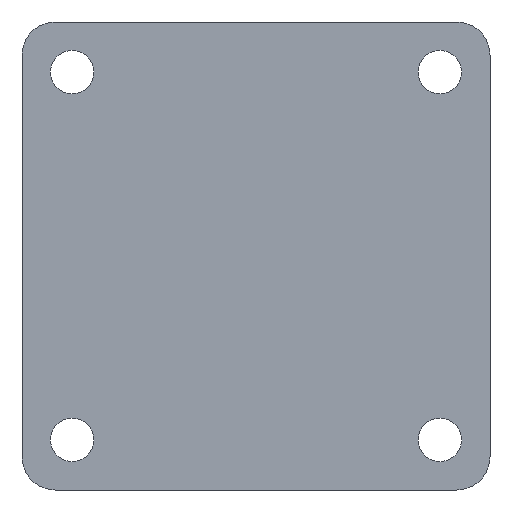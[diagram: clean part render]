
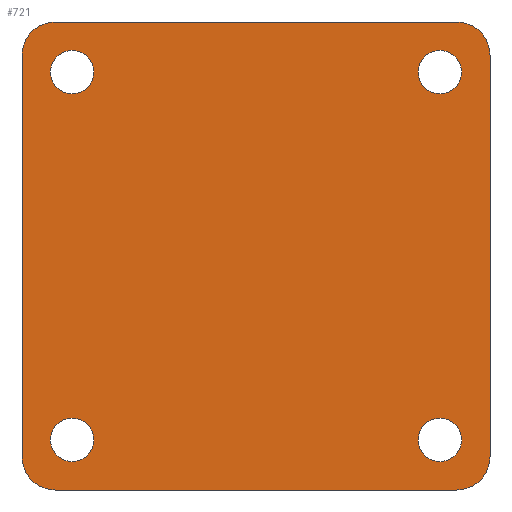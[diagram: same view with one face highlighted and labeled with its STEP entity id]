
A CAD part, front view. The second image highlights one B-rep face of the part: STEP entity #721.
In plain terms, the highlighted planar face has unit normal (0, -1, 0).
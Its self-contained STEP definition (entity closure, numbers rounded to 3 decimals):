
#75 = ORIENTED_EDGE ( 'NONE', *, *, #896, .F. ) ;
#81 = VERTEX_POINT ( 'NONE', #1908 ) ;
#92 = FACE_BOUND ( 'NONE', #454, .T. ) ;
#114 = CARTESIAN_POINT ( 'NONE',  ( -70., 0., -60. ) ) ;
#135 = DIRECTION ( 'NONE',  ( 0., -1., 0. ) ) ;
#144 = EDGE_CURVE ( 'NONE', #281, #1804, #1035, .T. ) ;
#157 = DIRECTION ( 'NONE',  ( 0., 0., -1. ) ) ;
#181 = EDGE_CURVE ( 'NONE', #354, #1814, #1997, .T. ) ;
#197 = CARTESIAN_POINT ( 'NONE',  ( -60., 0., 70. ) ) ;
#204 = EDGE_LOOP ( 'NONE', ( #1921, #1281 ) ) ;
#209 = VECTOR ( 'NONE', #1102, 1000. ) ;
#212 = DIRECTION ( 'NONE',  ( 0., 0., -1. ) ) ;
#214 = EDGE_CURVE ( 'NONE', #1246, #2203, #2041, .T. ) ;
#230 = ORIENTED_EDGE ( 'NONE', *, *, #1936, .T. ) ;
#249 = CIRCLE ( 'NONE', #587, 6.5 ) ;
#251 = VECTOR ( 'NONE', #717, 1000. ) ;
#268 = AXIS2_PLACEMENT_3D ( 'NONE', #2184, #604, #1612 ) ;
#275 = VERTEX_POINT ( 'NONE', #1992 ) ;
#276 = EDGE_CURVE ( 'NONE', #275, #787, #1812, .T. ) ;
#281 = VERTEX_POINT ( 'NONE', #742 ) ;
#284 = DIRECTION ( 'NONE',  ( 0., 0., 1. ) ) ;
#294 = CIRCLE ( 'NONE', #916, 10. ) ;
#308 = CARTESIAN_POINT ( 'NONE',  ( -55., 0., -55. ) ) ;
#329 = LINE ( 'NONE', #1039, #549 ) ;
#333 = DIRECTION ( 'NONE',  ( 0., 0., 1. ) ) ;
#354 = VERTEX_POINT ( 'NONE', #2223 ) ;
#454 = EDGE_LOOP ( 'NONE', ( #914, #2233 ) ) ;
#463 = FACE_OUTER_BOUND ( 'NONE', #573, .T. ) ;
#483 = CIRCLE ( 'NONE', #1583, 6.5 ) ;
#499 = VERTEX_POINT ( 'NONE', #703 ) ;
#501 = DIRECTION ( 'NONE',  ( 0., 0., 1. ) ) ;
#520 = DIRECTION ( 'NONE',  ( 0., -1., 0. ) ) ;
#522 = AXIS2_PLACEMENT_3D ( 'NONE', #1549, #2255, #670 ) ;
#549 = VECTOR ( 'NONE', #2260, 1000. ) ;
#553 = ORIENTED_EDGE ( 'NONE', *, *, #700, .F. ) ;
#573 = EDGE_LOOP ( 'NONE', ( #1873, #1878, #75, #230, #553, #1236, #1181, #784 ) ) ;
#587 = AXIS2_PLACEMENT_3D ( 'NONE', #2054, #978, #1335 ) ;
#589 = ORIENTED_EDGE ( 'NONE', *, *, #1333, .T. ) ;
#604 = DIRECTION ( 'NONE',  ( 0., 1., 0. ) ) ;
#622 = CARTESIAN_POINT ( 'NONE',  ( 70., 0., -60. ) ) ;
#629 = CIRCLE ( 'NONE', #1918, 10. ) ;
#648 = DIRECTION ( 'NONE',  ( 0., 0., -1. ) ) ;
#652 = DIRECTION ( 'NONE',  ( 0., 1., 0. ) ) ;
#670 = DIRECTION ( 'NONE',  ( 0., 0., 1. ) ) ;
#679 = CARTESIAN_POINT ( 'NONE',  ( 55., 0., -55. ) ) ;
#687 = CARTESIAN_POINT ( 'NONE',  ( -70., 0., 60. ) ) ;
#700 = EDGE_CURVE ( 'NONE', #1961, #1345, #2204, .T. ) ;
#703 = CARTESIAN_POINT ( 'NONE',  ( -55., 0., -48.5 ) ) ;
#706 = EDGE_CURVE ( 'NONE', #1426, #499, #249, .T. ) ;
#717 = DIRECTION ( 'NONE',  ( 0., 0., -1. ) ) ;
#721 = ADVANCED_FACE ( 'NONE', ( #1858, #92, #1515, #1868, #463 ), #989, .T. ) ;
#742 = CARTESIAN_POINT ( 'NONE',  ( 55., 0., -48.5 ) ) ;
#746 = EDGE_LOOP ( 'NONE', ( #1491, #589 ) ) ;
#771 = VECTOR ( 'NONE', #284, 1000. ) ;
#784 = ORIENTED_EDGE ( 'NONE', *, *, #181, .T. ) ;
#787 = VERTEX_POINT ( 'NONE', #1415 ) ;
#896 = EDGE_CURVE ( 'NONE', #1287, #2203, #329, .T. ) ;
#914 = ORIENTED_EDGE ( 'NONE', *, *, #144, .T. ) ;
#916 = AXIS2_PLACEMENT_3D ( 'NONE', #1029, #520, #157 ) ;
#968 = EDGE_CURVE ( 'NONE', #1756, #1956, #1946, .T. ) ;
#978 = DIRECTION ( 'NONE',  ( 0., 1., 0. ) ) ;
#989 = PLANE ( 'NONE',  #2092 ) ;
#1006 = AXIS2_PLACEMENT_3D ( 'NONE', #1720, #135, #212 ) ;
#1009 = CARTESIAN_POINT ( 'NONE',  ( 60., 0., -60. ) ) ;
#1029 = CARTESIAN_POINT ( 'NONE',  ( -60., 0., 60. ) ) ;
#1035 = CIRCLE ( 'NONE', #1110, 6.5 ) ;
#1039 = CARTESIAN_POINT ( 'NONE',  ( -70., 0., 70. ) ) ;
#1050 = CARTESIAN_POINT ( 'NONE',  ( -55., 0., 55. ) ) ;
#1098 = AXIS2_PLACEMENT_3D ( 'NONE', #1372, #2077, #501 ) ;
#1102 = DIRECTION ( 'NONE',  ( -1., 0., 0. ) ) ;
#1110 = AXIS2_PLACEMENT_3D ( 'NONE', #679, #1950, #1380 ) ;
#1134 = AXIS2_PLACEMENT_3D ( 'NONE', #1411, #1763, #1424 ) ;
#1155 = AXIS2_PLACEMENT_3D ( 'NONE', #1009, #1185, #1890 ) ;
#1181 = ORIENTED_EDGE ( 'NONE', *, *, #1472, .F. ) ;
#1185 = DIRECTION ( 'NONE',  ( 0., -1., 0. ) ) ;
#1205 = EDGE_CURVE ( 'NONE', #1246, #1814, #2110, .T. ) ;
#1212 = CIRCLE ( 'NONE', #2097, 6.5 ) ;
#1214 = DIRECTION ( 'NONE',  ( 0., 0., 1. ) ) ;
#1236 = ORIENTED_EDGE ( 'NONE', *, *, #1930, .T. ) ;
#1246 = VERTEX_POINT ( 'NONE', #1370 ) ;
#1275 = LINE ( 'NONE', #1299, #209 ) ;
#1281 = ORIENTED_EDGE ( 'NONE', *, *, #276, .T. ) ;
#1287 = VERTEX_POINT ( 'NONE', #197 ) ;
#1299 = CARTESIAN_POINT ( 'NONE',  ( -70., 0., -70. ) ) ;
#1333 = EDGE_CURVE ( 'NONE', #1956, #1756, #483, .T. ) ;
#1335 = DIRECTION ( 'NONE',  ( 0., 0., 1. ) ) ;
#1345 = VERTEX_POINT ( 'NONE', #687 ) ;
#1370 = CARTESIAN_POINT ( 'NONE',  ( 70., 0., 60. ) ) ;
#1372 = CARTESIAN_POINT ( 'NONE',  ( 55., 0., -55. ) ) ;
#1380 = DIRECTION ( 'NONE',  ( 0., 0., 1. ) ) ;
#1411 = CARTESIAN_POINT ( 'NONE',  ( -55., 0., 55. ) ) ;
#1415 = CARTESIAN_POINT ( 'NONE',  ( 55., 0., 61.5 ) ) ;
#1424 = DIRECTION ( 'NONE',  ( 0., 0., 1. ) ) ;
#1426 = VERTEX_POINT ( 'NONE', #2196 ) ;
#1455 = CARTESIAN_POINT ( 'NONE',  ( -55., 0., 61.5 ) ) ;
#1472 = EDGE_CURVE ( 'NONE', #354, #81, #1275, .T. ) ;
#1491 = ORIENTED_EDGE ( 'NONE', *, *, #968, .T. ) ;
#1514 = DIRECTION ( 'NONE',  ( 0., 0., -1. ) ) ;
#1515 = FACE_BOUND ( 'NONE', #204, .T. ) ;
#1526 = CARTESIAN_POINT ( 'NONE',  ( 0., 0., 0. ) ) ;
#1549 = CARTESIAN_POINT ( 'NONE',  ( 55., 0., 55. ) ) ;
#1583 = AXIS2_PLACEMENT_3D ( 'NONE', #1050, #652, #333 ) ;
#1593 = CARTESIAN_POINT ( 'NONE',  ( 70., 0., 70. ) ) ;
#1612 = DIRECTION ( 'NONE',  ( 0., 0., 1. ) ) ;
#1617 = CIRCLE ( 'NONE', #522, 6.5 ) ;
#1720 = CARTESIAN_POINT ( 'NONE',  ( 60., 0., 60. ) ) ;
#1756 = VERTEX_POINT ( 'NONE', #1455 ) ;
#1763 = DIRECTION ( 'NONE',  ( 0., 1., 0. ) ) ;
#1804 = VERTEX_POINT ( 'NONE', #1867 ) ;
#1812 = CIRCLE ( 'NONE', #268, 6.5 ) ;
#1814 = VERTEX_POINT ( 'NONE', #622 ) ;
#1856 = DIRECTION ( 'NONE',  ( 0., -1., 0. ) ) ;
#1858 = FACE_BOUND ( 'NONE', #746, .T. ) ;
#1867 = CARTESIAN_POINT ( 'NONE',  ( 55., 0., -61.5 ) ) ;
#1868 = FACE_BOUND ( 'NONE', #1869, .T. ) ;
#1869 = EDGE_LOOP ( 'NONE', ( #1987, #2154 ) ) ;
#1873 = ORIENTED_EDGE ( 'NONE', *, *, #1205, .F. ) ;
#1878 = ORIENTED_EDGE ( 'NONE', *, *, #214, .T. ) ;
#1880 = DIRECTION ( 'NONE',  ( 0., 1., 0. ) ) ;
#1890 = DIRECTION ( 'NONE',  ( 0., 0., -1. ) ) ;
#1908 = CARTESIAN_POINT ( 'NONE',  ( -60., 0., -70. ) ) ;
#1918 = AXIS2_PLACEMENT_3D ( 'NONE', #2202, #1856, #1514 ) ;
#1921 = ORIENTED_EDGE ( 'NONE', *, *, #2056, .T. ) ;
#1930 = EDGE_CURVE ( 'NONE', #1961, #81, #629, .T. ) ;
#1936 = EDGE_CURVE ( 'NONE', #1287, #1345, #294, .T. ) ;
#1938 = EDGE_CURVE ( 'NONE', #499, #1426, #1212, .T. ) ;
#1946 = CIRCLE ( 'NONE', #1134, 6.5 ) ;
#1950 = DIRECTION ( 'NONE',  ( 0., 1., 0. ) ) ;
#1956 = VERTEX_POINT ( 'NONE', #2066 ) ;
#1961 = VERTEX_POINT ( 'NONE', #114 ) ;
#1987 = ORIENTED_EDGE ( 'NONE', *, *, #1938, .T. ) ;
#1992 = CARTESIAN_POINT ( 'NONE',  ( 55., 0., 48.5 ) ) ;
#1997 = CIRCLE ( 'NONE', #1155, 10. ) ;
#2041 = CIRCLE ( 'NONE', #1006, 10. ) ;
#2054 = CARTESIAN_POINT ( 'NONE',  ( -55., 0., -55. ) ) ;
#2056 = EDGE_CURVE ( 'NONE', #787, #275, #1617, .T. ) ;
#2059 = EDGE_CURVE ( 'NONE', #1804, #281, #2099, .T. ) ;
#2066 = CARTESIAN_POINT ( 'NONE',  ( -55., 0., 48.5 ) ) ;
#2077 = DIRECTION ( 'NONE',  ( 0., 1., 0. ) ) ;
#2092 = AXIS2_PLACEMENT_3D ( 'NONE', #1526, #2232, #648 ) ;
#2097 = AXIS2_PLACEMENT_3D ( 'NONE', #308, #1880, #1214 ) ;
#2099 = CIRCLE ( 'NONE', #1098, 6.5 ) ;
#2110 = LINE ( 'NONE', #1593, #251 ) ;
#2111 = CARTESIAN_POINT ( 'NONE',  ( 60., 0., 70. ) ) ;
#2154 = ORIENTED_EDGE ( 'NONE', *, *, #706, .T. ) ;
#2184 = CARTESIAN_POINT ( 'NONE',  ( 55., 0., 55. ) ) ;
#2196 = CARTESIAN_POINT ( 'NONE',  ( -55., 0., -61.5 ) ) ;
#2202 = CARTESIAN_POINT ( 'NONE',  ( -60., 0., -60. ) ) ;
#2203 = VERTEX_POINT ( 'NONE', #2111 ) ;
#2204 = LINE ( 'NONE', #2221, #771 ) ;
#2221 = CARTESIAN_POINT ( 'NONE',  ( -70., 0., 70. ) ) ;
#2223 = CARTESIAN_POINT ( 'NONE',  ( 60., 0., -70. ) ) ;
#2232 = DIRECTION ( 'NONE',  ( 0., -1., 0. ) ) ;
#2233 = ORIENTED_EDGE ( 'NONE', *, *, #2059, .T. ) ;
#2255 = DIRECTION ( 'NONE',  ( 0., 1., 0. ) ) ;
#2260 = DIRECTION ( 'NONE',  ( 1., 0., 0. ) ) ;
